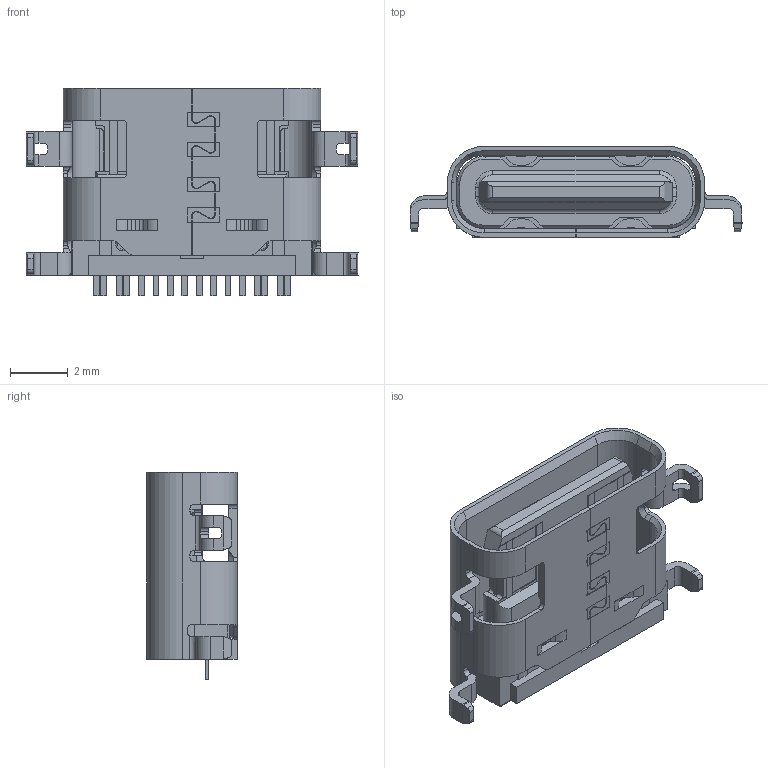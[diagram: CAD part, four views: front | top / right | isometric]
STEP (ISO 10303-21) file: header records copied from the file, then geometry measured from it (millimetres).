
FILE_DESCRIPTION( ( 'STEP AP214' ), '1' );
FILE_NAME( 'USB4505-03-0-A.stp', '2022-03-05T23:24:30', ( 'License CC BY-ND 4.0' ), ( 'CADENAS' ), ' ', 'PARTsolutions', ' ' );
FILE_SCHEMA( ( 'AUTOMOTIVE_DESIGN { 1 0 10303 214 1 1 1 1 }' ) );
Length unit declared in the file: millimetre
Products named in the file (3): USB4505-03-0-A; Imported1; Cut-Extrude4
Assembly tree (2 placements, depth 2):
  USB4505-03-0-A
    Imported1
    Cut-Extrude4
Bounding box: 11.54 x 3.16 x 7.2 mm (x, y, z)
Volume: 97.7 mm3; surface area: 437.4 mm2
Topology: 2 solids, 2 shells, 822 faces, 2276 edges, 1463 vertices
Faces by surface type: plane 620, cylinder 166, cone 32, bspline 4
Entity records: 32644 total; most frequent: CARTESIAN_POINT 4936, ORIENTED_EDGE 4548, DIRECTION 4201, EDGE_CURVE 2274, LINE 1839, VECTOR 1839, VERTEX_POINT 1463, AXIS2_PLACEMENT_3D 1181
